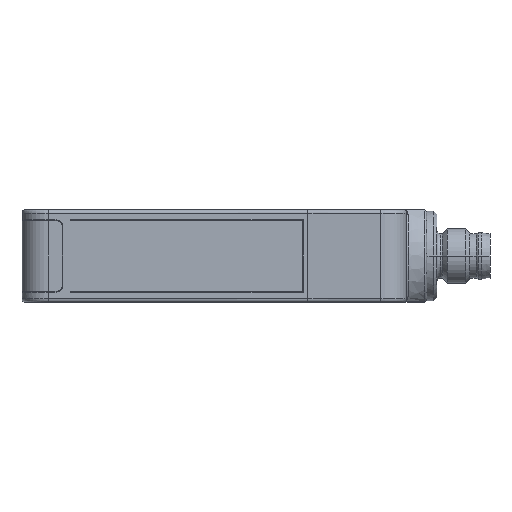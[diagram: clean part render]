
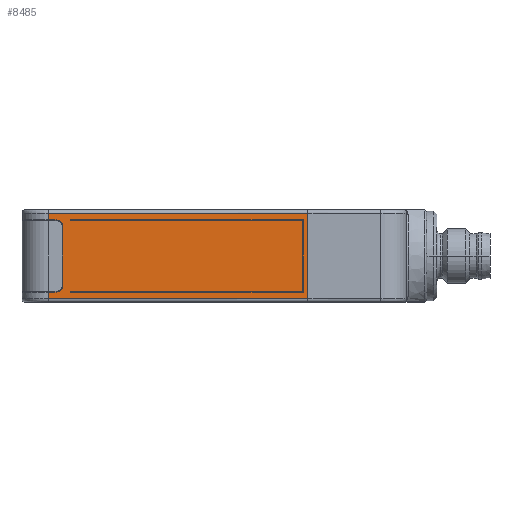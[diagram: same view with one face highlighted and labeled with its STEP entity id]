
A CAD part, left-side view. The second image highlights one B-rep face of the part: STEP entity #8485.
In plain terms, the highlighted planar face has unit normal (-1, -0.026, 0).
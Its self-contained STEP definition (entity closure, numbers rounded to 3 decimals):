
#438=DIRECTION('',(-0.026,1.,0.));
#439=VECTOR('',#438,38.202);
#440=CARTESIAN_POINT('',(0.,-25.237,-6.3));
#441=LINE('',#440,#439);
#815=DIRECTION('',(0.,0.,1.));
#816=VECTOR('',#815,12.6);
#817=CARTESIAN_POINT('',(0.,-25.237,-6.3));
#818=LINE('',#817,#816);
#842=DIRECTION('',(0.026,-1.,0.));
#843=VECTOR('',#842,38.202);
#844=CARTESIAN_POINT('',(-1.,12.952,6.3));
#845=LINE('',#844,#843);
#855=DIRECTION('',(0.026,-1.,0.));
#856=VECTOR('',#855,1.152);
#857=CARTESIAN_POINT('',(-1.,12.952,-5.3));
#858=LINE('',#857,#856);
#859=DIRECTION('',(0.,0.,1.));
#860=VECTOR('',#859,8.6);
#861=CARTESIAN_POINT('',(-0.944,10.8,-4.3));
#862=LINE('',#861,#860);
#863=DIRECTION('',(0.026,-1.,0.));
#864=VECTOR('',#863,1.152);
#865=CARTESIAN_POINT('',(-1.,12.952,5.3));
#866=LINE('',#865,#864);
#867=DIRECTION('',(0.,0.,1.));
#868=VECTOR('',#867,1.);
#869=CARTESIAN_POINT('',(-1.,12.952,5.3));
#870=LINE('',#869,#868);
#871=DIRECTION('',(0.,0.,1.));
#872=VECTOR('',#871,1.);
#873=CARTESIAN_POINT('',(-1.,12.952,-6.3));
#874=LINE('',#873,#872);
#875=DIRECTION('',(0.,0.,1.));
#876=VECTOR('',#875,0.05);
#877=CARTESIAN_POINT('',(-0.915,9.7,5.25));
#878=LINE('',#877,#876);
#879=DIRECTION('',(0.026,-1.,0.));
#880=VECTOR('',#879,34.151);
#881=CARTESIAN_POINT('',(-0.915,9.7,5.25));
#882=LINE('',#881,#880);
#883=DIRECTION('',(0.,0.,-1.));
#884=VECTOR('',#883,10.5);
#885=CARTESIAN_POINT('',(-0.021,-24.439,5.25));
#886=LINE('',#885,#884);
#887=DIRECTION('',(-0.026,1.,0.));
#888=VECTOR('',#887,34.151);
#889=CARTESIAN_POINT('',(-0.021,-24.439,-5.25));
#890=LINE('',#889,#888);
#891=DIRECTION('',(0.,0.,1.));
#892=VECTOR('',#891,0.05);
#893=CARTESIAN_POINT('',(-0.915,9.7,-5.3));
#894=LINE('',#893,#892);
#895=DIRECTION('',(-0.026,1.,0.));
#896=VECTOR('',#895,34.251);
#897=CARTESIAN_POINT('',(-0.018,-24.539,-5.3));
#898=LINE('',#897,#896);
#899=DIRECTION('',(0.,0.,1.));
#900=VECTOR('',#899,10.6);
#901=CARTESIAN_POINT('',(-0.018,-24.539,-5.3));
#902=LINE('',#901,#900);
#903=DIRECTION('',(-0.026,1.,0.));
#904=VECTOR('',#903,34.251);
#905=CARTESIAN_POINT('',(-0.018,-24.539,5.3));
#906=LINE('',#905,#904);
#3019=CARTESIAN_POINT('',(-0.97,11.8,5.3));
#3020=CARTESIAN_POINT('',(-0.968,11.717,5.3));
#3021=CARTESIAN_POINT('',(-0.964,11.57,
5.28));
#3022=CARTESIAN_POINT('',(-0.957,11.322,
5.194));
#3023=CARTESIAN_POINT('',(-0.951,11.079,
5.021));
#3024=CARTESIAN_POINT('',(-0.946,10.906,
4.778));
#3025=CARTESIAN_POINT('',(-0.944,10.82,
4.53));
#3026=CARTESIAN_POINT('',(-0.944,10.8,4.383));
#3027=CARTESIAN_POINT('',(-0.944,10.8,4.3));
#3081=CARTESIAN_POINT('',(-0.944,10.8,-4.3));
#3082=CARTESIAN_POINT('',(-0.944,10.8,-4.383));
#3083=CARTESIAN_POINT('',(-0.944,10.82,
-4.53));
#3084=CARTESIAN_POINT('',(-0.946,10.906,
-4.778));
#3085=CARTESIAN_POINT('',(-0.951,11.079,
-5.021));
#3086=CARTESIAN_POINT('',(-0.957,11.322,
-5.194));
#3087=CARTESIAN_POINT('',(-0.964,11.57,
-5.28));
#3088=CARTESIAN_POINT('',(-0.968,11.717,-5.3));
#3089=CARTESIAN_POINT('',(-0.97,11.8,-5.3));
#6100=VERTEX_POINT('',#3019);
#6101=VERTEX_POINT('',#3027);
#6102=VERTEX_POINT('',#3081);
#6103=VERTEX_POINT('',#3089);
#6124=CARTESIAN_POINT('',(0.,-25.237,6.3));
#6126=VERTEX_POINT('',#6124);
#6172=CARTESIAN_POINT('',(0.,-25.237,-6.3));
#6173=VERTEX_POINT('',#6172);
#6359=CARTESIAN_POINT('',(-1.,12.952,-6.3));
#6360=VERTEX_POINT('',#6359);
#6361=CARTESIAN_POINT('',(-1.,12.952,6.3));
#6362=VERTEX_POINT('',#6361);
#6365=CARTESIAN_POINT('',(-0.018,-24.539,5.3));
#6366=CARTESIAN_POINT('',(-0.915,9.7,5.3));
#6367=VERTEX_POINT('',#6365);
#6368=VERTEX_POINT('',#6366);
#6369=CARTESIAN_POINT('',(-0.018,-24.539,-5.3));
#6370=CARTESIAN_POINT('',(-0.915,9.7,-5.3));
#6371=VERTEX_POINT('',#6369);
#6372=VERTEX_POINT('',#6370);
#6376=CARTESIAN_POINT('',(-1.,12.952,-5.3));
#6377=VERTEX_POINT('',#6376);
#6378=CARTESIAN_POINT('',(-1.,12.952,5.3));
#6379=VERTEX_POINT('',#6378);
#6708=CARTESIAN_POINT('',(-0.021,-24.439,5.25));
#6709=CARTESIAN_POINT('',(-0.021,-24.439,-5.25));
#6710=VERTEX_POINT('',#6708);
#6711=VERTEX_POINT('',#6709);
#6720=CARTESIAN_POINT('',(-0.915,9.7,5.25));
#6721=VERTEX_POINT('',#6720);
#6722=CARTESIAN_POINT('',(-0.915,9.7,-5.25));
#6723=VERTEX_POINT('',#6722);
#8443=CARTESIAN_POINT('',(-1.,12.952,-6.8));
#8444=DIRECTION('',(-1.,-0.026,0.));
#8445=DIRECTION('',(0.026,-1.,0.));
#8446=AXIS2_PLACEMENT_3D('',#8443,#8444,#8445);
#8447=PLANE('',#8446);
#8449=ORIENTED_EDGE('',*,*,#8448,.T.);
#8451=ORIENTED_EDGE('',*,*,#8450,.F.);
#8453=ORIENTED_EDGE('',*,*,#8452,.T.);
#8455=ORIENTED_EDGE('',*,*,#8454,.F.);
#8457=ORIENTED_EDGE('',*,*,#8456,.F.);
#8459=ORIENTED_EDGE('',*,*,#8458,.T.);
#8460=ORIENTED_EDGE('',*,*,#8435,.T.);
#8461=ORIENTED_EDGE('',*,*,#8411,.F.);
#8462=ORIENTED_EDGE('',*,*,#7929,.T.);
#8464=ORIENTED_EDGE('',*,*,#8463,.T.);
#8465=EDGE_LOOP('',(#8449,#8451,#8453,#8455,#8457,#8459,#8460,#8461,#8462,
#8464));
#8466=FACE_OUTER_BOUND('',#8465,.F.);
#8468=ORIENTED_EDGE('',*,*,#8467,.F.);
#8470=ORIENTED_EDGE('',*,*,#8469,.T.);
#8472=ORIENTED_EDGE('',*,*,#8471,.T.);
#8474=ORIENTED_EDGE('',*,*,#8473,.T.);
#8476=ORIENTED_EDGE('',*,*,#8475,.F.);
#8478=ORIENTED_EDGE('',*,*,#8477,.F.);
#8480=ORIENTED_EDGE('',*,*,#8479,.T.);
#8482=ORIENTED_EDGE('',*,*,#8481,.T.);
#8483=EDGE_LOOP('',(#8468,#8470,#8472,#8474,#8476,#8478,#8480,#8482));
#8484=FACE_BOUND('',#8483,.F.);
#8485=ADVANCED_FACE('',(#8466,#8484),#8447,.T.);
#3028=B_SPLINE_CURVE_WITH_KNOTS('',3,(#3019,#3020,#3021,#3022,#3023,#3024,#3025,
#3026,#3027),.UNSPECIFIED.,.F.,.F.,(4,1,1,1,1,1,4),(0.,0.125,0.25,0.5,
0.75,0.875,1.),.UNSPECIFIED.);
#3090=B_SPLINE_CURVE_WITH_KNOTS('',3,(#3081,#3082,#3083,#3084,#3085,#3086,#3087,
#3088,#3089),.UNSPECIFIED.,.F.,.F.,(4,1,1,1,1,1,4),(0.,0.125,0.25,0.5,
0.75,0.875,1.),.UNSPECIFIED.);
#7929=EDGE_CURVE('',#6173,#6360,#441,.T.);
#8411=EDGE_CURVE('',#6173,#6126,#818,.T.);
#8435=EDGE_CURVE('',#6362,#6126,#845,.T.);
#8448=EDGE_CURVE('',#6377,#6103,#858,.T.);
#8450=EDGE_CURVE('',#6102,#6103,#3090,.T.);
#8452=EDGE_CURVE('',#6102,#6101,#862,.T.);
#8454=EDGE_CURVE('',#6100,#6101,#3028,.T.);
#8456=EDGE_CURVE('',#6379,#6100,#866,.T.);
#8458=EDGE_CURVE('',#6379,#6362,#870,.T.);
#8463=EDGE_CURVE('',#6360,#6377,#874,.T.);
#8467=EDGE_CURVE('',#6721,#6368,#878,.T.);
#8469=EDGE_CURVE('',#6721,#6710,#882,.T.);
#8471=EDGE_CURVE('',#6710,#6711,#886,.T.);
#8473=EDGE_CURVE('',#6711,#6723,#890,.T.);
#8475=EDGE_CURVE('',#6372,#6723,#894,.T.);
#8477=EDGE_CURVE('',#6371,#6372,#898,.T.);
#8479=EDGE_CURVE('',#6371,#6367,#902,.T.);
#8481=EDGE_CURVE('',#6367,#6368,#906,.T.);
